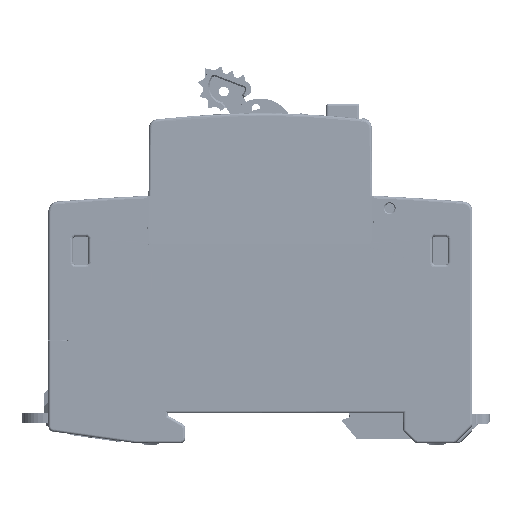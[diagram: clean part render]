
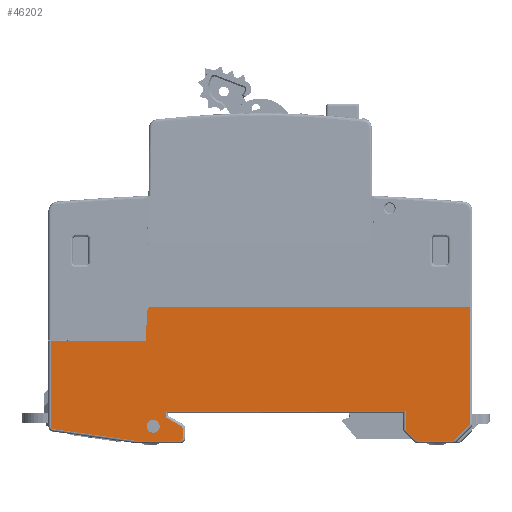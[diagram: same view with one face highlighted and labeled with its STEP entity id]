
A CAD part, front view. The second image highlights one B-rep face of the part: STEP entity #46202.
In plain terms, the highlighted planar face has unit normal (0, -1, 0).
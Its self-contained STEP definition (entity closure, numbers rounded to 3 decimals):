
#33619=B_SPLINE_CURVE_WITH_KNOTS('',3,(#217015,#217016,#217017,#217018),
 .UNSPECIFIED.,.F.,.F.,(4,4),(0.,1.),.UNSPECIFIED.);
#46202=ADVANCED_FACE('',(#52658,#52659),#50765,.T.);
#50765=PLANE('',#148190);
#52658=FACE_BOUND('',#56867,.T.);
#52659=FACE_BOUND('',#56868,.T.);
#56867=EDGE_LOOP('',(#81443));
#56868=EDGE_LOOP('',(#81444,#81445,#81446,#81447,#81448,#81449,#81450,#81451,
#81452,#81453,#81454,#81455,#81456,#81457,#81458,#81459,#81460,#81461,#81462,
#81463,#81464,#81465,#81466));
#61562=CIRCLE('',#148181,1.3);
#61563=CIRCLE('',#148182,0.5);
#61564=CIRCLE('',#148183,0.5);
#61565=CIRCLE('',#148184,0.5);
#61566=CIRCLE('',#148185,0.5);
#61567=CIRCLE('',#148186,1.);
#61568=CIRCLE('',#148187,0.5);
#61569=CIRCLE('',#148188,0.5);
#61570=CIRCLE('',#148189,0.5);
#81443=ORIENTED_EDGE('',*,*,#115605,.T.);
#81444=ORIENTED_EDGE('',*,*,#115606,.T.);
#81445=ORIENTED_EDGE('',*,*,#115607,.T.);
#81446=ORIENTED_EDGE('',*,*,#115608,.T.);
#81447=ORIENTED_EDGE('',*,*,#115609,.T.);
#81448=ORIENTED_EDGE('',*,*,#115610,.T.);
#81449=ORIENTED_EDGE('',*,*,#115611,.T.);
#81450=ORIENTED_EDGE('',*,*,#115612,.T.);
#81451=ORIENTED_EDGE('',*,*,#115613,.T.);
#81452=ORIENTED_EDGE('',*,*,#115614,.T.);
#81453=ORIENTED_EDGE('',*,*,#115615,.T.);
#81454=ORIENTED_EDGE('',*,*,#115349,.T.);
#81455=ORIENTED_EDGE('',*,*,#115616,.T.);
#81456=ORIENTED_EDGE('',*,*,#115603,.F.);
#81457=ORIENTED_EDGE('',*,*,#115498,.F.);
#81458=ORIENTED_EDGE('',*,*,#115501,.F.);
#81459=ORIENTED_EDGE('',*,*,#115617,.T.);
#81460=ORIENTED_EDGE('',*,*,#115618,.T.);
#81461=ORIENTED_EDGE('',*,*,#115619,.T.);
#81462=ORIENTED_EDGE('',*,*,#115620,.T.);
#81463=ORIENTED_EDGE('',*,*,#115621,.T.);
#81464=ORIENTED_EDGE('',*,*,#115622,.T.);
#81465=ORIENTED_EDGE('',*,*,#115623,.T.);
#81466=ORIENTED_EDGE('',*,*,#115624,.T.);
#100701=VERTEX_POINT('',#210752);
#101450=VERTEX_POINT('',#216322);
#101613=VERTEX_POINT('',#217570);
#101614=VERTEX_POINT('',#217572);
#101615=VERTEX_POINT('',#217576);
#101678=VERTEX_POINT('',#217848);
#101679=VERTEX_POINT('',#217852);
#101680=VERTEX_POINT('',#217854);
#101681=VERTEX_POINT('',#217855);
#101682=VERTEX_POINT('',#217857);
#101683=VERTEX_POINT('',#217859);
#101684=VERTEX_POINT('',#217861);
#101685=VERTEX_POINT('',#217863);
#101686=VERTEX_POINT('',#217865);
#101687=VERTEX_POINT('',#217867);
#101688=VERTEX_POINT('',#217869);
#101689=VERTEX_POINT('',#217871);
#101690=VERTEX_POINT('',#217875);
#101691=VERTEX_POINT('',#217877);
#101692=VERTEX_POINT('',#217879);
#101693=VERTEX_POINT('',#217881);
#101694=VERTEX_POINT('',#217883);
#101695=VERTEX_POINT('',#217885);
#101696=VERTEX_POINT('',#217887);
#115349=EDGE_CURVE('',#101450,#100701,#33619,.T.);
#115498=EDGE_CURVE('',#101613,#101614,#128255,.T.);
#115501=EDGE_CURVE('',#101615,#101613,#128257,.T.);
#115603=EDGE_CURVE('',#101614,#101678,#128336,.T.);
#115605=EDGE_CURVE('',#101679,#101679,#61562,.T.);
#115606=EDGE_CURVE('',#101680,#101681,#128338,.T.);
#115607=EDGE_CURVE('',#101681,#101682,#128339,.T.);
#115608=EDGE_CURVE('',#101682,#101683,#61563,.T.);
#115609=EDGE_CURVE('',#101683,#101684,#128340,.T.);
#115610=EDGE_CURVE('',#101684,#101685,#61564,.T.);
#115611=EDGE_CURVE('',#101685,#101686,#128341,.T.);
#115612=EDGE_CURVE('',#101686,#101687,#61565,.T.);
#115613=EDGE_CURVE('',#101687,#101688,#128342,.T.);
#115614=EDGE_CURVE('',#101688,#101689,#61566,.T.);
#115615=EDGE_CURVE('',#101689,#101450,#128343,.T.);
#115616=EDGE_CURVE('',#100701,#101678,#61567,.T.);
#115617=EDGE_CURVE('',#101615,#101690,#61568,.T.);
#115618=EDGE_CURVE('',#101690,#101691,#128344,.T.);
#115619=EDGE_CURVE('',#101691,#101692,#128345,.T.);
#115620=EDGE_CURVE('',#101692,#101693,#61569,.T.);
#115621=EDGE_CURVE('',#101693,#101694,#128346,.T.);
#115622=EDGE_CURVE('',#101694,#101695,#61570,.T.);
#115623=EDGE_CURVE('',#101695,#101696,#128347,.T.);
#115624=EDGE_CURVE('',#101696,#101680,#128348,.T.);
#128255=LINE('',#217571,#138545);
#128257=LINE('',#217577,#138547);
#128336=LINE('',#217847,#138626);
#128338=LINE('',#217853,#138628);
#128339=LINE('',#217856,#138629);
#128340=LINE('',#217860,#138630);
#128341=LINE('',#217864,#138631);
#128342=LINE('',#217868,#138632);
#128343=LINE('',#217872,#138633);
#128344=LINE('',#217876,#138634);
#128345=LINE('',#217878,#138635);
#128346=LINE('',#217882,#138636);
#128347=LINE('',#217886,#138637);
#128348=LINE('',#217888,#138638);
#138545=VECTOR('',#169891,1.);
#138547=VECTOR('',#169897,1.);
#138626=VECTOR('',#170070,1.);
#138628=VECTOR('',#170076,1.);
#138629=VECTOR('',#170077,1.);
#138630=VECTOR('',#170080,1.);
#138631=VECTOR('',#170083,1.);
#138632=VECTOR('',#170086,1.);
#138633=VECTOR('',#170089,1.);
#138634=VECTOR('',#170094,1.);
#138635=VECTOR('',#170095,1.);
#138636=VECTOR('',#170098,1.);
#138637=VECTOR('',#170101,1.);
#138638=VECTOR('',#170102,1.);
#148181=AXIS2_PLACEMENT_3D('',#217851,#170074,#170075);
#148182=AXIS2_PLACEMENT_3D('',#217858,#170078,#170079);
#148183=AXIS2_PLACEMENT_3D('',#217862,#170081,#170082);
#148184=AXIS2_PLACEMENT_3D('',#217866,#170084,#170085);
#148185=AXIS2_PLACEMENT_3D('',#217870,#170087,#170088);
#148186=AXIS2_PLACEMENT_3D('',#217873,#170090,#170091);
#148187=AXIS2_PLACEMENT_3D('',#217874,#170092,#170093);
#148188=AXIS2_PLACEMENT_3D('',#217880,#170096,#170097);
#148189=AXIS2_PLACEMENT_3D('',#217884,#170099,#170100);
#148190=AXIS2_PLACEMENT_3D('',#217889,#170103,#170104);
#169891=DIRECTION('',(1.,0.,0.));
#169897=DIRECTION('',(0.,0.,1.));
#170070=DIRECTION('',(0.035,0.,0.999));
#170074=DIRECTION('',(0.,1.,0.));
#170075=DIRECTION('',(0.,0.,1.));
#170076=DIRECTION('',(1.,0.,0.));
#170077=DIRECTION('',(0.009,0.,-1.));
#170078=DIRECTION('',(0.,-1.,0.));
#170079=DIRECTION('',(-0.943,0.,-0.332));
#170080=DIRECTION('',(0.707,0.,-0.707));
#170081=DIRECTION('',(0.,-1.,0.));
#170082=DIRECTION('',(-0.707,0.,-0.707));
#170083=DIRECTION('',(1.,0.,0.));
#170084=DIRECTION('',(0.,-1.,0.));
#170085=DIRECTION('',(0.,0.,-1.));
#170086=DIRECTION('',(0.707,0.,0.707));
#170087=DIRECTION('',(0.,-1.,0.));
#170088=DIRECTION('',(0.707,0.,-0.707));
#170089=DIRECTION('',(0.,0.,1.));
#170090=DIRECTION('',(0.,-1.,0.));
#170091=DIRECTION('',(-0.999,0.,0.035));
#170092=DIRECTION('',(0.,-1.,0.));
#170093=DIRECTION('',(0.,0.,-1.));
#170094=DIRECTION('',(0.99,0.,-0.139));
#170095=DIRECTION('',(1.,0.,0.));
#170096=DIRECTION('',(0.,-1.,0.));
#170097=DIRECTION('',(0.,0.,-1.));
#170098=DIRECTION('',(0.,0.,1.));
#170099=DIRECTION('',(0.,-1.,0.));
#170100=DIRECTION('',(0.,0.,-1.));
#170101=DIRECTION('',(-0.866,0.,0.5));
#170102=DIRECTION('',(0.,0.,1.));
#170103=DIRECTION('',(0.,-1.,0.));
#170104=DIRECTION('',(1.,0.,0.));
#210752=CARTESIAN_POINT('',(-21.746,-19.3,21.35));
#216322=CARTESIAN_POINT('',(42.,-19.3,21.35));
#217015=CARTESIAN_POINT('',(42.,-19.3,21.35));
#217016=CARTESIAN_POINT('',(20.752,-19.3,21.35));
#217017=CARTESIAN_POINT('',(-0.497,-19.3,21.35));
#217018=CARTESIAN_POINT('',(-21.745,-19.3,21.35));
#217570=CARTESIAN_POINT('',(-42.,-19.3,14.5));
#217571=CARTESIAN_POINT('',(-42.,-19.3,14.5));
#217572=CARTESIAN_POINT('',(-22.95,-19.3,14.5));
#217576=CARTESIAN_POINT('',(-42.,-19.3,-2.671));
#217577=CARTESIAN_POINT('',(-42.,-19.3,-7.668));
#217847=CARTESIAN_POINT('',(-22.95,-19.3,14.5));
#217848=CARTESIAN_POINT('',(-22.744,-19.3,20.385));
#217851=CARTESIAN_POINT('',(-21.5,-19.3,-2.6));
#217852=CARTESIAN_POINT('',(-21.5,-19.3,-1.3));
#217853=CARTESIAN_POINT('',(-47.05,-19.3,0.5));
#217854=CARTESIAN_POINT('',(-19.,-19.3,0.5));
#217855=CARTESIAN_POINT('',(29.096,-19.3,0.5));
#217856=CARTESIAN_POINT('',(29.096,-19.3,0.5));
#217857=CARTESIAN_POINT('',(29.128,-19.3,-3.252));
#217858=CARTESIAN_POINT('',(29.6,-19.3,-3.086));
#217859=CARTESIAN_POINT('',(29.246,-19.3,-3.439));
#217860=CARTESIAN_POINT('',(29.246,-19.3,-3.439));
#217861=CARTESIAN_POINT('',(31.161,-19.3,-5.354));
#217862=CARTESIAN_POINT('',(31.514,-19.3,-5.));
#217863=CARTESIAN_POINT('',(31.514,-19.3,-5.5));
#217864=CARTESIAN_POINT('',(31.514,-19.3,-5.5));
#217865=CARTESIAN_POINT('',(38.586,-19.3,-5.5));
#217866=CARTESIAN_POINT('',(38.586,-19.3,-5.));
#217867=CARTESIAN_POINT('',(38.939,-19.3,-5.354));
#217868=CARTESIAN_POINT('',(38.939,-19.3,-5.354));
#217869=CARTESIAN_POINT('',(41.854,-19.3,-2.439));
#217870=CARTESIAN_POINT('',(41.5,-19.3,-2.086));
#217871=CARTESIAN_POINT('',(42.,-19.3,-2.086));
#217872=CARTESIAN_POINT('',(42.,-19.3,-2.086));
#217873=CARTESIAN_POINT('',(-21.745,-19.3,20.35));
#217874=CARTESIAN_POINT('',(-41.5,-19.3,-2.671));
#217875=CARTESIAN_POINT('',(-41.57,-19.3,-3.166));
#217876=CARTESIAN_POINT('',(-46.324,-19.3,-2.498));
#217877=CARTESIAN_POINT('',(-24.965,-19.3,-5.5));
#217878=CARTESIAN_POINT('',(-47.05,-19.3,-5.5));
#217879=CARTESIAN_POINT('',(-16.1,-19.3,-5.5));
#217880=CARTESIAN_POINT('',(-16.1,-19.3,-5.));
#217881=CARTESIAN_POINT('',(-15.6,-19.3,-5.));
#217882=CARTESIAN_POINT('',(-15.6,-19.3,-7.668));
#217883=CARTESIAN_POINT('',(-15.6,-19.3,-3.04));
#217884=CARTESIAN_POINT('',(-16.1,-19.3,-3.04));
#217885=CARTESIAN_POINT('',(-15.85,-19.3,-2.607));
#217886=CARTESIAN_POINT('',(-37.059,-19.3,9.638));
#217887=CARTESIAN_POINT('',(-19.,-19.3,-0.789));
#217888=CARTESIAN_POINT('',(-19.,-19.3,-7.667));
#217889=CARTESIAN_POINT('',(-47.05,-19.3,-7.668));
